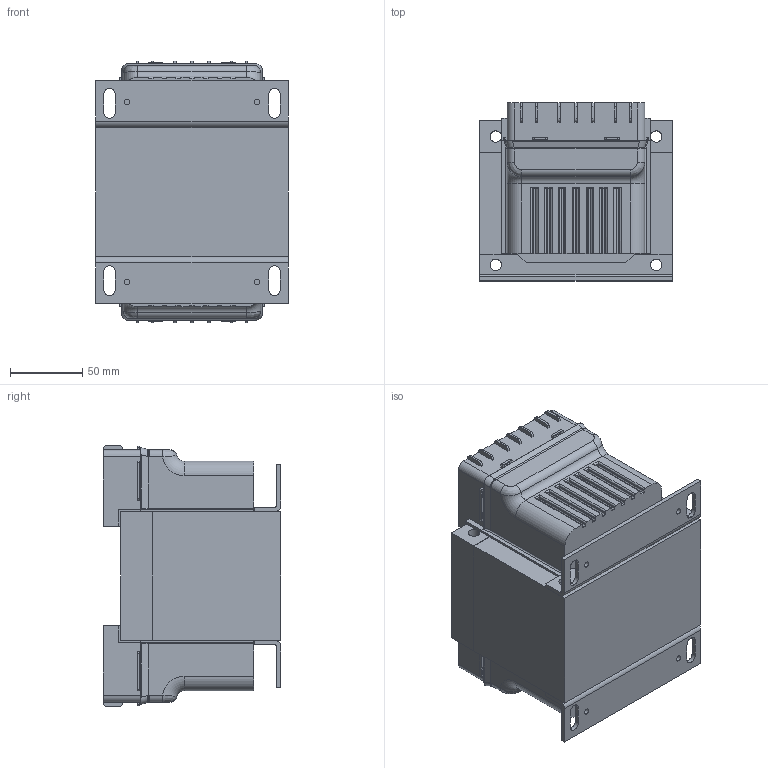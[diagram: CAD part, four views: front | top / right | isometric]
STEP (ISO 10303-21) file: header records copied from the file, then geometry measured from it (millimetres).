
FILE_DESCRIPTION (( 'STEP AP214' ), '1' );
FILE_NAME ('PH1000MGJ.STEP', '2019-04-08T16:24:17', ( '' ), ( '' ), 'SwSTEP 2.0', 'SolidWorks 2018', '' );
FILE_SCHEMA (( 'AUTOMOTIVE_DESIGN' ));
Length unit declared in the file: inch
Products named in the file (1): PH1000MGJ
Bounding box: 133.35 x 123.12 x 180.87 mm (x, y, z)
Volume: 1855999.1 mm3; surface area: 251218.3 mm2
Topology: 9 solids, 9 shells, 546 faces, 1512 edges, 992 vertices
Faces by surface type: plane 328, cylinder 198, bspline 12, torus 8
Entity records: 18186 total; most frequent: CARTESIAN_POINT 3937, ORIENTED_EDGE 3024, DIRECTION 2830, EDGE_CURVE 1512, VECTOR 1104, LINE 1104, VERTEX_POINT 992, AXIS2_PLACEMENT_3D 863
